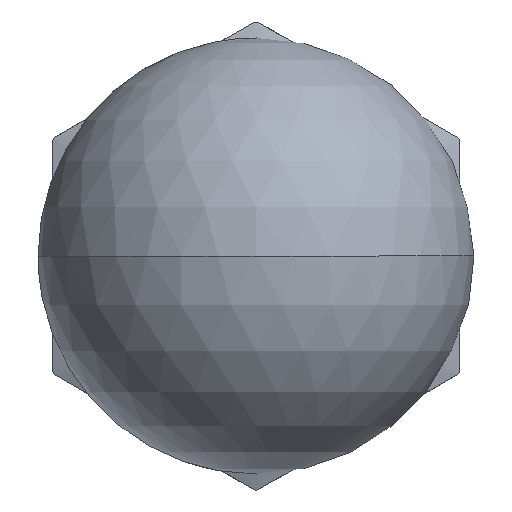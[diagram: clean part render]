
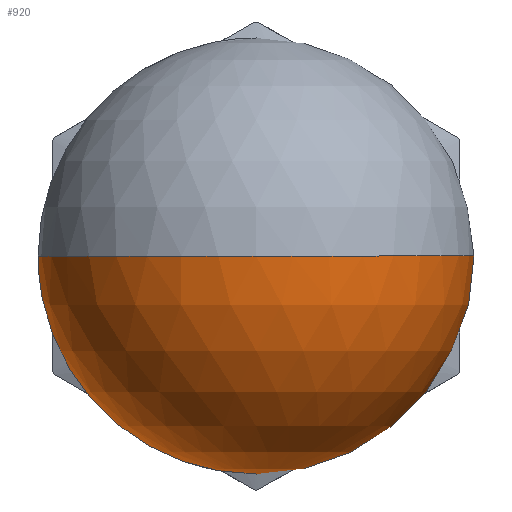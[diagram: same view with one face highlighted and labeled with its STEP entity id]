
A CAD part, front view. The second image highlights one B-rep face of the part: STEP entity #920.
In plain terms, the highlighted spherical face has radius 7.5 mm.
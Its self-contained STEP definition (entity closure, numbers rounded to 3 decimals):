
#1 = DIRECTION ( 'NONE',  ( -1., 0., 0. ) ) ;
#123 = CIRCLE ( 'NONE', #281, 7.5 ) ;
#150 = ORIENTED_EDGE ( 'NONE', *, *, #228, .F. ) ;
#196 = FACE_OUTER_BOUND ( 'NONE', #1053, .T. ) ;
#203 = SPHERICAL_SURFACE ( 'NONE', #335, 7.5 ) ;
#228 = EDGE_CURVE ( 'NONE', #578, #1048, #436, .T. ) ;
#281 = AXIS2_PLACEMENT_3D ( 'NONE', #704, #702, #700 ) ;
#287 = CIRCLE ( 'NONE', #477, 7.5 ) ;
#315 = DIRECTION ( 'NONE',  ( -1., 0., 0. ) ) ;
#324 = DIRECTION ( 'NONE',  ( 0., 1., 0. ) ) ;
#329 = CARTESIAN_POINT ( 'NONE',  ( 0., -10., 0. ) ) ;
#335 = AXIS2_PLACEMENT_3D ( 'NONE', #1233, #874, #1 ) ;
#436 = CIRCLE ( 'NONE', #752, 6. ) ;
#477 = AXIS2_PLACEMENT_3D ( 'NONE', #1166, #1169, #962 ) ;
#527 = ORIENTED_EDGE ( 'NONE', *, *, #1086, .T. ) ;
#578 = VERTEX_POINT ( 'NONE', #791 ) ;
#682 = EDGE_CURVE ( 'NONE', #822, #578, #287, .T. ) ;
#700 = DIRECTION ( 'NONE',  ( -1., 0., 0. ) ) ;
#702 = DIRECTION ( 'NONE',  ( 0., 0., -1. ) ) ;
#704 = CARTESIAN_POINT ( 'NONE',  ( 0., -14.5, 0. ) ) ;
#752 = AXIS2_PLACEMENT_3D ( 'NONE', #329, #324, #315 ) ;
#786 = CARTESIAN_POINT ( 'NONE',  ( -6., -10., 0. ) ) ;
#791 = CARTESIAN_POINT ( 'NONE',  ( 6., -10., 0. ) ) ;
#822 = VERTEX_POINT ( 'NONE', #972 ) ;
#857 = ORIENTED_EDGE ( 'NONE', *, *, #682, .F. ) ;
#874 = DIRECTION ( 'NONE',  ( 0., 0., 1. ) ) ;
#920 = ADVANCED_FACE ( 'NONE', ( #196 ), #203, .T. ) ;
#962 = DIRECTION ( 'NONE',  ( 1., 0., 0. ) ) ;
#972 = CARTESIAN_POINT ( 'NONE',  ( 0., -22., 0. ) ) ;
#1048 = VERTEX_POINT ( 'NONE', #786 ) ;
#1053 = EDGE_LOOP ( 'NONE', ( #857, #527, #150 ) ) ;
#1086 = EDGE_CURVE ( 'NONE', #822, #1048, #123, .T. ) ;
#1166 = CARTESIAN_POINT ( 'NONE',  ( 0., -14.5, 0. ) ) ;
#1169 = DIRECTION ( 'NONE',  ( 0., 0., 1. ) ) ;
#1233 = CARTESIAN_POINT ( 'NONE',  ( 0., -14.5, 0. ) ) ;
